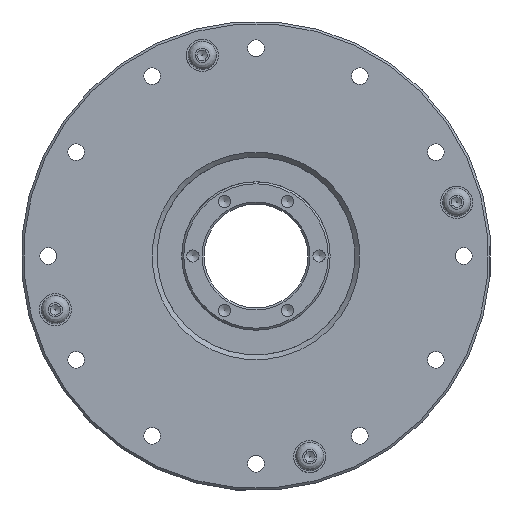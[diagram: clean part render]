
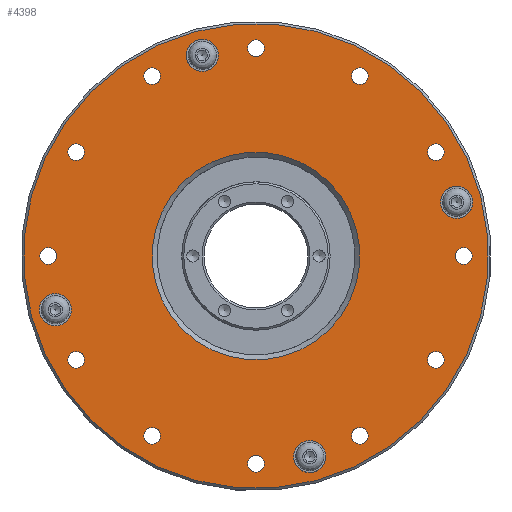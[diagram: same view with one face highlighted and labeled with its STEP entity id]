
A CAD part, left-side view. The second image highlights one B-rep face of the part: STEP entity #4398.
In plain terms, the highlighted planar face has unit normal (-1, 0, 0).
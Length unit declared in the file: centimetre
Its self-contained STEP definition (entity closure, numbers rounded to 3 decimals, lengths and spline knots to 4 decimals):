
#630=FACE_BOUND($,#1526,.T.);
#631=FACE_BOUND($,#1527,.T.);
#632=FACE_BOUND($,#1528,.T.);
#633=FACE_BOUND($,#1529,.T.);
#634=FACE_BOUND($,#1530,.T.);
#635=FACE_BOUND($,#1531,.T.);
#636=FACE_BOUND($,#1532,.T.);
#637=FACE_BOUND($,#1533,.T.);
#638=FACE_BOUND($,#1534,.T.);
#639=FACE_BOUND($,#1535,.T.);
#640=FACE_BOUND($,#1536,.T.);
#641=FACE_BOUND($,#1537,.T.);
#642=FACE_BOUND($,#1538,.T.);
#643=FACE_BOUND($,#1539,.T.);
#644=FACE_BOUND($,#1540,.T.);
#645=FACE_BOUND($,#1541,.T.);
#646=FACE_BOUND($,#1542,.T.);
#647=FACE_BOUND($,#1543,.T.);
#1526=EDGE_LOOP($,(#3542));
#1527=EDGE_LOOP($,(#3543));
#1528=EDGE_LOOP($,(#3544));
#1529=EDGE_LOOP($,(#3545));
#1530=EDGE_LOOP($,(#3546));
#1531=EDGE_LOOP($,(#3547));
#1532=EDGE_LOOP($,(#3548));
#1533=EDGE_LOOP($,(#3549));
#1534=EDGE_LOOP($,(#3550));
#1535=EDGE_LOOP($,(#3551));
#1536=EDGE_LOOP($,(#3552));
#1537=EDGE_LOOP($,(#3553));
#1538=EDGE_LOOP($,(#3554));
#1539=EDGE_LOOP($,(#3555));
#1540=EDGE_LOOP($,(#3556));
#1541=EDGE_LOOP($,(#3557));
#1542=EDGE_LOOP($,(#3558));
#1543=EDGE_LOOP($,(#3559));
#2101=CIRCLE($,#4832,0.17);
#2102=CIRCLE($,#4834,0.17);
#2103=CIRCLE($,#4836,0.17);
#2104=CIRCLE($,#4838,0.17);
#2105=CIRCLE($,#4840,0.17);
#2106=CIRCLE($,#4842,0.17);
#2107=CIRCLE($,#4844,0.17);
#2108=CIRCLE($,#4846,0.17);
#2109=CIRCLE($,#4848,0.17);
#2110=CIRCLE($,#4850,0.17);
#2111=CIRCLE($,#4852,0.17);
#2112=CIRCLE($,#4854,0.17);
#2113=CIRCLE($,#4856,0.325);
#2114=CIRCLE($,#4858,0.325);
#2115=CIRCLE($,#4860,0.325);
#2116=CIRCLE($,#4862,0.325);
#2122=CIRCLE($,#4873,4.7);
#2123=CIRCLE($,#4875,2.1);
#2463=VERTEX_POINT($,#7338);
#2464=VERTEX_POINT($,#7341);
#2465=VERTEX_POINT($,#7344);
#2466=VERTEX_POINT($,#7347);
#2467=VERTEX_POINT($,#7350);
#2468=VERTEX_POINT($,#7353);
#2469=VERTEX_POINT($,#7356);
#2470=VERTEX_POINT($,#7359);
#2471=VERTEX_POINT($,#7362);
#2472=VERTEX_POINT($,#7365);
#2473=VERTEX_POINT($,#7368);
#2474=VERTEX_POINT($,#7371);
#2475=VERTEX_POINT($,#7374);
#2476=VERTEX_POINT($,#7377);
#2477=VERTEX_POINT($,#7380);
#2478=VERTEX_POINT($,#7383);
#2484=VERTEX_POINT($,#7400);
#2485=VERTEX_POINT($,#7403);
#2915=EDGE_CURVE($,#2463,#2463,#2101,.T.);
#2916=EDGE_CURVE($,#2464,#2464,#2102,.T.);
#2917=EDGE_CURVE($,#2465,#2465,#2103,.T.);
#2918=EDGE_CURVE($,#2466,#2466,#2104,.T.);
#2919=EDGE_CURVE($,#2467,#2467,#2105,.T.);
#2920=EDGE_CURVE($,#2468,#2468,#2106,.T.);
#2921=EDGE_CURVE($,#2469,#2469,#2107,.T.);
#2922=EDGE_CURVE($,#2470,#2470,#2108,.T.);
#2923=EDGE_CURVE($,#2471,#2471,#2109,.T.);
#2924=EDGE_CURVE($,#2472,#2472,#2110,.T.);
#2925=EDGE_CURVE($,#2473,#2473,#2111,.T.);
#2926=EDGE_CURVE($,#2474,#2474,#2112,.T.);
#2927=EDGE_CURVE($,#2475,#2475,#2113,.T.);
#2928=EDGE_CURVE($,#2476,#2476,#2114,.T.);
#2929=EDGE_CURVE($,#2477,#2477,#2115,.T.);
#2930=EDGE_CURVE($,#2478,#2478,#2116,.T.);
#2936=EDGE_CURVE($,#2484,#2484,#2122,.T.);
#2937=EDGE_CURVE($,#2485,#2485,#2123,.T.);
#3542=ORIENTED_EDGE($,*,*,#2915,.T.);
#3543=ORIENTED_EDGE($,*,*,#2916,.T.);
#3544=ORIENTED_EDGE($,*,*,#2917,.T.);
#3545=ORIENTED_EDGE($,*,*,#2918,.T.);
#3546=ORIENTED_EDGE($,*,*,#2919,.T.);
#3547=ORIENTED_EDGE($,*,*,#2920,.T.);
#3548=ORIENTED_EDGE($,*,*,#2921,.T.);
#3549=ORIENTED_EDGE($,*,*,#2922,.T.);
#3550=ORIENTED_EDGE($,*,*,#2923,.T.);
#3551=ORIENTED_EDGE($,*,*,#2924,.T.);
#3552=ORIENTED_EDGE($,*,*,#2925,.T.);
#3553=ORIENTED_EDGE($,*,*,#2926,.T.);
#3554=ORIENTED_EDGE($,*,*,#2927,.T.);
#3555=ORIENTED_EDGE($,*,*,#2928,.T.);
#3556=ORIENTED_EDGE($,*,*,#2929,.T.);
#3557=ORIENTED_EDGE($,*,*,#2930,.T.);
#3558=ORIENTED_EDGE($,*,*,#2937,.F.);
#3559=ORIENTED_EDGE($,*,*,#2936,.F.);
#4224=PLANE($,#4874);
#4398=ADVANCED_FACE($,(#630,#631,#632,#633,#634,#635,#636,#637,#638,#639,
#640,#641,#642,#643,#644,#645,#646,#647),#4224,.T.);
#4832=AXIS2_PLACEMENT_3D($,#7339,#5739,#5740);
#4834=AXIS2_PLACEMENT_3D($,#7342,#5743,#5744);
#4836=AXIS2_PLACEMENT_3D($,#7345,#5747,#5748);
#4838=AXIS2_PLACEMENT_3D($,#7348,#5751,#5752);
#4840=AXIS2_PLACEMENT_3D($,#7351,#5755,#5756);
#4842=AXIS2_PLACEMENT_3D($,#7354,#5759,#5760);
#4844=AXIS2_PLACEMENT_3D($,#7357,#5763,#5764);
#4846=AXIS2_PLACEMENT_3D($,#7360,#5767,#5768);
#4848=AXIS2_PLACEMENT_3D($,#7363,#5771,#5772);
#4850=AXIS2_PLACEMENT_3D($,#7366,#5775,#5776);
#4852=AXIS2_PLACEMENT_3D($,#7369,#5779,#5780);
#4854=AXIS2_PLACEMENT_3D($,#7372,#5783,#5784);
#4856=AXIS2_PLACEMENT_3D($,#7375,#5787,#5788);
#4858=AXIS2_PLACEMENT_3D($,#7378,#5791,#5792);
#4860=AXIS2_PLACEMENT_3D($,#7381,#5795,#5796);
#4862=AXIS2_PLACEMENT_3D($,#7384,#5799,#5800);
#4873=AXIS2_PLACEMENT_3D($,#7401,#5821,#5822);
#4874=AXIS2_PLACEMENT_3D($,#7402,#5823,#5824);
#4875=AXIS2_PLACEMENT_3D($,#7404,#5825,#5826);
#5739=DIRECTION('center_axis',(1.,0.,0.));
#5740=DIRECTION('ref_axis',(0.,-0.966,0.259));
#5743=DIRECTION('center_axis',(1.,0.,0.));
#5744=DIRECTION('ref_axis',(0.,-0.966,0.259));
#5747=DIRECTION('center_axis',(1.,0.,0.));
#5748=DIRECTION('ref_axis',(0.,-0.966,0.259));
#5751=DIRECTION('center_axis',(1.,0.,0.));
#5752=DIRECTION('ref_axis',(0.,-0.966,0.259));
#5755=DIRECTION('center_axis',(1.,0.,0.));
#5756=DIRECTION('ref_axis',(0.,-0.966,0.259));
#5759=DIRECTION('center_axis',(1.,0.,0.));
#5760=DIRECTION('ref_axis',(0.,-0.966,0.259));
#5763=DIRECTION('center_axis',(1.,0.,0.));
#5764=DIRECTION('ref_axis',(0.,-0.966,0.259));
#5767=DIRECTION('center_axis',(1.,0.,0.));
#5768=DIRECTION('ref_axis',(0.,-0.966,0.259));
#5771=DIRECTION('center_axis',(1.,0.,0.));
#5772=DIRECTION('ref_axis',(0.,-0.966,0.259));
#5775=DIRECTION('center_axis',(1.,0.,0.));
#5776=DIRECTION('ref_axis',(0.,-0.966,0.259));
#5779=DIRECTION('center_axis',(1.,0.,0.));
#5780=DIRECTION('ref_axis',(0.,-0.966,0.259));
#5783=DIRECTION('center_axis',(1.,0.,0.));
#5784=DIRECTION('ref_axis',(0.,-0.966,0.259));
#5787=DIRECTION('center_axis',(1.,0.,0.));
#5788=DIRECTION('ref_axis',(0.,-0.966,0.259));
#5791=DIRECTION('center_axis',(1.,0.,0.));
#5792=DIRECTION('ref_axis',(0.,-0.966,0.259));
#5795=DIRECTION('center_axis',(1.,0.,0.));
#5796=DIRECTION('ref_axis',(0.,-0.966,0.259));
#5799=DIRECTION('center_axis',(1.,0.,0.));
#5800=DIRECTION('ref_axis',(0.,-0.966,0.259));
#5821=DIRECTION('center_axis',(1.,0.,0.));
#5822=DIRECTION('ref_axis',(0.,-0.259,-0.966));
#5823=DIRECTION('center_axis',(-1.,0.,0.));
#5824=DIRECTION('ref_axis',(0.,-0.966,0.259));
#5825=DIRECTION('center_axis',(-1.,0.,0.));
#5826=DIRECTION('ref_axis',(0.,-0.259,-0.966));
#7338=CARTESIAN_POINT('',(-0.75,-3.8015,-2.056));
#7339=CARTESIAN_POINT('Origin',(-0.75,-3.6373,-2.1));
#7341=CARTESIAN_POINT('',(-0.75,-0.1642,-4.156));
#7342=CARTESIAN_POINT('Origin',(-0.75,0.,
-4.2));
#7344=CARTESIAN_POINT('',(-0.75,3.4731,-2.056));
#7345=CARTESIAN_POINT('Origin',(-0.75,3.6373,-2.1));
#7347=CARTESIAN_POINT('',(-0.75,3.4731,2.144));
#7348=CARTESIAN_POINT('Origin',(-0.75,3.6373,2.1));
#7350=CARTESIAN_POINT('',(-0.75,-0.1642,4.244));
#7351=CARTESIAN_POINT('Origin',(-0.75,0.,
4.2));
#7353=CARTESIAN_POINT('',(-0.75,-3.8015,2.144));
#7354=CARTESIAN_POINT('Origin',(-0.75,-3.6373,2.1));
#7356=CARTESIAN_POINT('',(-0.75,-2.2642,3.6813));
#7357=CARTESIAN_POINT('Origin',(-0.75,-2.1,3.6373));
#7359=CARTESIAN_POINT('',(-0.75,1.9358,3.6813));
#7360=CARTESIAN_POINT('Origin',(-0.75,2.1,3.6373));
#7362=CARTESIAN_POINT('',(-0.75,4.0358,0.044));
#7363=CARTESIAN_POINT('Origin',(-0.75,4.2,0.));
#7365=CARTESIAN_POINT('',(-0.75,1.9358,-3.5933));
#7366=CARTESIAN_POINT('Origin',(-0.75,2.1,-3.6373));
#7368=CARTESIAN_POINT('',(-0.75,-2.2642,-3.5933));
#7369=CARTESIAN_POINT('Origin',(-0.75,-2.1,-3.6373));
#7371=CARTESIAN_POINT('',(-0.75,-4.3642,0.044));
#7372=CARTESIAN_POINT('Origin',(-0.75,-4.2,0.));
#7374=CARTESIAN_POINT('',(-0.75,3.743,-1.0029));
#7375=CARTESIAN_POINT('Origin',(-0.75,4.0569,-1.087));
#7377=CARTESIAN_POINT('',(-0.75,-4.3708,1.1712));
#7378=CARTESIAN_POINT('Origin',(-0.75,-4.0569,1.087));
#7380=CARTESIAN_POINT('',(-0.75,0.7731,4.141));
#7381=CARTESIAN_POINT('Origin',(-0.75,1.087,4.0569));
#7383=CARTESIAN_POINT('',(-0.75,-1.401,-3.9728));
#7384=CARTESIAN_POINT('Origin',(-0.75,-1.087,-4.0569));
#7400=CARTESIAN_POINT('',(-0.75,1.2164,4.5399));
#7401=CARTESIAN_POINT('Origin',(-0.75,0.,
0.));
#7402=CARTESIAN_POINT('Origin',(-0.75,1.2294,4.5881));
#7403=CARTESIAN_POINT('',(-0.75,0.5435,2.0284));
#7404=CARTESIAN_POINT('Origin',(-0.75,0.,
0.));
